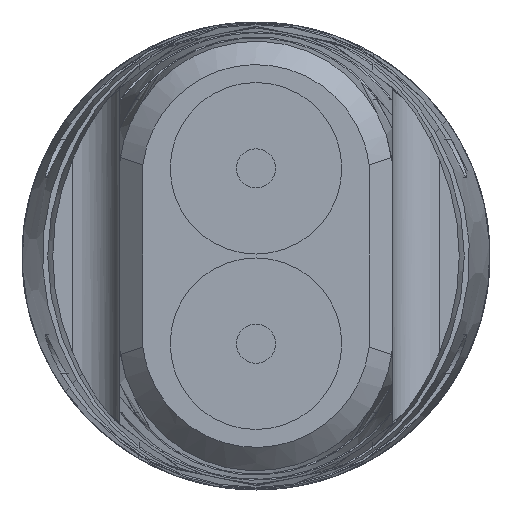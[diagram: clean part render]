
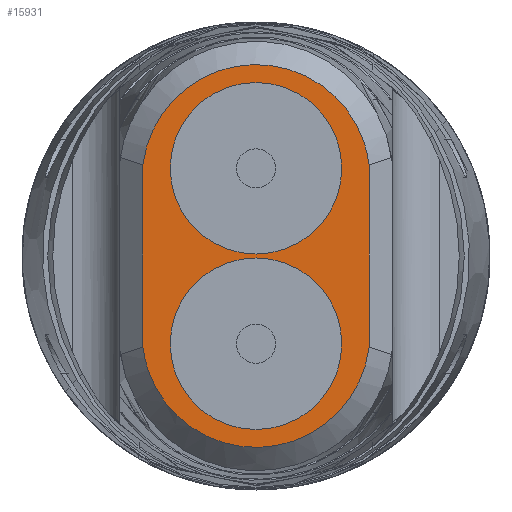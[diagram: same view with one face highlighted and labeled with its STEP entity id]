
A CAD part, front view. The second image highlights one B-rep face of the part: STEP entity #15931.
In plain terms, the highlighted face is planar.
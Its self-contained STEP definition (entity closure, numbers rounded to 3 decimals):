
#13692=DIRECTION('',(0.,1.,0.));
#13693=VECTOR('',#13692,2.341);
#13694=CARTESIAN_POINT('',(-1.45,-1.171,
24.));
#13695=LINE('',#13694,#13693);
#13696=CARTESIAN_POINT('',(-1.45,1.171,
24.));
#13697=CARTESIAN_POINT('',(-1.438,1.272,
24.));
#13698=CARTESIAN_POINT('',(-1.392,1.468,
24.));
#13699=CARTESIAN_POINT('',(-1.265,1.745,
24.));
#13700=CARTESIAN_POINT('',(-1.083,1.988,
24.));
#13701=CARTESIAN_POINT('',(-0.858,2.188,
24.));
#13702=CARTESIAN_POINT('',(-0.595,2.339,
24.));
#13703=CARTESIAN_POINT('',(-0.305,2.432,
24.));
#13704=CARTESIAN_POINT('',(-0.003,2.464,
24.));
#13705=CARTESIAN_POINT('',(0.3,2.434,
24.));
#13706=CARTESIAN_POINT('',(0.589,2.341,
24.));
#13707=CARTESIAN_POINT('',(0.853,2.192,
24.));
#13708=CARTESIAN_POINT('',(1.08,1.992,24.));
#13709=CARTESIAN_POINT('',(1.264,1.747,24.));
#13710=CARTESIAN_POINT('',(1.392,1.469,24.));
#13711=CARTESIAN_POINT('',(1.438,1.273,24.));
#13712=CARTESIAN_POINT('',(1.45,1.171,24.));
#13714=DIRECTION('',(0.,-1.,0.));
#13715=VECTOR('',#13714,2.341);
#13716=CARTESIAN_POINT('',(1.45,1.171,24.));
#13717=LINE('',#13716,#13715);
#13718=CARTESIAN_POINT('',(1.45,-1.171,
24.));
#13719=CARTESIAN_POINT('',(1.438,-1.272,
24.));
#13720=CARTESIAN_POINT('',(1.392,-1.468,
24.));
#13721=CARTESIAN_POINT('',(1.265,-1.745,
24.));
#13722=CARTESIAN_POINT('',(1.083,-1.988,
24.));
#13723=CARTESIAN_POINT('',(0.858,-2.188,
24.));
#13724=CARTESIAN_POINT('',(0.595,-2.339,
24.));
#13725=CARTESIAN_POINT('',(0.305,-2.432,
24.));
#13726=CARTESIAN_POINT('',(0.003,-2.464,
24.));
#13727=CARTESIAN_POINT('',(-0.3,-2.434,
24.));
#13728=CARTESIAN_POINT('',(-0.589,-2.341,
24.));
#13729=CARTESIAN_POINT('',(-0.853,-2.192,
24.));
#13730=CARTESIAN_POINT('',(-1.08,-1.992,
24.));
#13731=CARTESIAN_POINT('',(-1.264,-1.747,
24.));
#13732=CARTESIAN_POINT('',(-1.392,-1.469,
24.));
#13733=CARTESIAN_POINT('',(-1.438,-1.273,
24.));
#13734=CARTESIAN_POINT('',(-1.45,-1.171,
24.));
#13736=CARTESIAN_POINT('',(0.,-1.125,24.));
#13737=DIRECTION('',(0.,0.,1.));
#13738=DIRECTION('',(0.,1.,0.));
#13739=AXIS2_PLACEMENT_3D('',#13736,#13737,#13738);
#13741=CARTESIAN_POINT('',(0.,-1.125,24.));
#13742=DIRECTION('',(0.,0.,1.));
#13743=DIRECTION('',(0.,-1.,0.));
#13744=AXIS2_PLACEMENT_3D('',#13741,#13742,#13743);
#13746=CARTESIAN_POINT('',(0.,1.125,24.));
#13747=DIRECTION('',(0.,0.,1.));
#13748=DIRECTION('',(0.,1.,0.));
#13749=AXIS2_PLACEMENT_3D('',#13746,#13747,#13748);
#13751=CARTESIAN_POINT('',(0.,1.125,24.));
#13752=DIRECTION('',(0.,0.,1.));
#13753=DIRECTION('',(0.,-1.,0.));
#13754=AXIS2_PLACEMENT_3D('',#13751,#13752,#13753);
#15286=CARTESIAN_POINT('',(0.,2.225,24.));
#15287=VERTEX_POINT('',#15286);
#15288=CARTESIAN_POINT('',(0.,0.025,24.));
#15289=VERTEX_POINT('',#15288);
#15298=CARTESIAN_POINT('',(0.,-0.025,24.));
#15299=VERTEX_POINT('',#15298);
#15300=CARTESIAN_POINT('',(0.,-2.225,24.));
#15301=VERTEX_POINT('',#15300);
#15323=CARTESIAN_POINT('',(-1.45,-1.171,
24.));
#15324=CARTESIAN_POINT('',(-1.45,1.171,
24.));
#15325=VERTEX_POINT('',#15323);
#15326=VERTEX_POINT('',#15324);
#15327=VERTEX_POINT('',#13712);
#15328=CARTESIAN_POINT('',(1.45,-1.171,
24.));
#15329=VERTEX_POINT('',#15328);
#15906=CARTESIAN_POINT('',(0.,0.,24.));
#15907=DIRECTION('',(0.,0.,1.));
#15908=DIRECTION('',(1.,0.,0.));
#15909=AXIS2_PLACEMENT_3D('',#15906,#15907,#15908);
#15910=PLANE('',#15909);
#15912=ORIENTED_EDGE('',*,*,#15911,.T.);
#15914=ORIENTED_EDGE('',*,*,#15913,.T.);
#15916=ORIENTED_EDGE('',*,*,#15915,.T.);
#15918=ORIENTED_EDGE('',*,*,#15917,.T.);
#15919=EDGE_LOOP('',(#15912,#15914,#15916,#15918));
#15920=FACE_OUTER_BOUND('',#15919,.F.);
#15922=ORIENTED_EDGE('',*,*,#15921,.T.);
#15924=ORIENTED_EDGE('',*,*,#15923,.T.);
#15925=EDGE_LOOP('',(#15922,#15924));
#15926=FACE_BOUND('',#15925,.F.);
#15927=ORIENTED_EDGE('',*,*,#15878,.T.);
#15928=ORIENTED_EDGE('',*,*,#15805,.T.);
#15929=EDGE_LOOP('',(#15927,#15928));
#15930=FACE_BOUND('',#15929,.F.);
#15931=ADVANCED_FACE('',(#15920,#15926,#15930),#15910,.T.);
#13713=B_SPLINE_CURVE_WITH_KNOTS('',3,(#13696,#13697,#13698,#13699,#13700,
#13701,#13702,#13703,#13704,#13705,#13706,#13707,#13708,#13709,#13710,#13711,
#13712),.UNSPECIFIED.,.F.,.F.,(4,1,1,1,1,1,1,1,1,1,1,1,1,1,4),(0.,
0.071,0.143,0.214,0.286,
0.357,0.429,0.5,0.571,0.643,
0.714,0.786,0.857,0.929,1.),
.UNSPECIFIED.);
#13735=B_SPLINE_CURVE_WITH_KNOTS('',3,(#13718,#13719,#13720,#13721,#13722,
#13723,#13724,#13725,#13726,#13727,#13728,#13729,#13730,#13731,#13732,#13733,
#13734),.UNSPECIFIED.,.F.,.F.,(4,1,1,1,1,1,1,1,1,1,1,1,1,1,4),(0.,
0.071,0.143,0.214,0.286,
0.357,0.429,0.5,0.571,0.643,
0.714,0.786,0.857,0.929,1.),
.UNSPECIFIED.);
#13740=CIRCLE('',#13739,1.1);
#13745=CIRCLE('',#13744,1.1);
#13750=CIRCLE('',#13749,1.1);
#13755=CIRCLE('',#13754,1.1);
#15805=EDGE_CURVE('',#15289,#15287,#13755,.T.);
#15878=EDGE_CURVE('',#15287,#15289,#13750,.T.);
#15911=EDGE_CURVE('',#15325,#15326,#13695,.T.);
#15913=EDGE_CURVE('',#15326,#15327,#13713,.T.);
#15915=EDGE_CURVE('',#15327,#15329,#13717,.T.);
#15917=EDGE_CURVE('',#15329,#15325,#13735,.T.);
#15921=EDGE_CURVE('',#15299,#15301,#13740,.T.);
#15923=EDGE_CURVE('',#15301,#15299,#13745,.T.);
